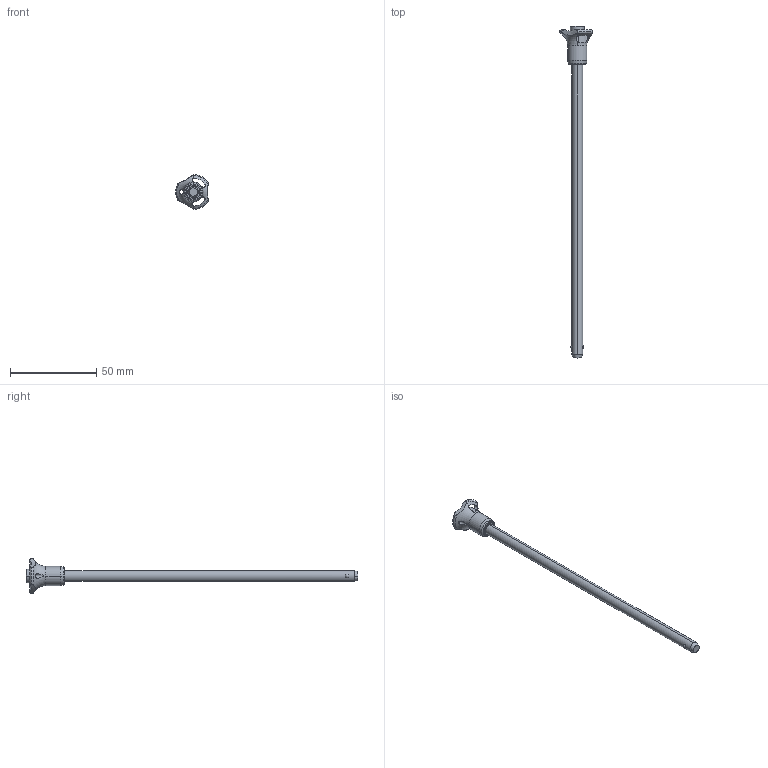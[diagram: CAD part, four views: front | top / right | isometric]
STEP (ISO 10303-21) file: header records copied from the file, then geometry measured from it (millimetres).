
FILE_DESCRIPTION(('STEP AP214'),'1');
FILE_NAME('EH_4210_B64.stp','2017-01-30T14:32:03',('TraceParts'),('TraceParts S.A.'),'Spatial InterOp 3D',' ',' ');
FILE_SCHEMA(('automotive_design'));
Length unit declared in the file: millimetre
Products named in the file (1): 1
Bounding box: 18.87 x 192.53 x 20.32 mm (x, y, z)
Volume: 7701.5 mm3; surface area: 4782 mm2
Topology: 1 solids, 1 shells, 53 faces, 152 edges, 101 vertices
Faces by surface type: cylinder 25, torus 16, cone 6, plane 4, sphere 2
Entity records: 3922 total; most frequent: CARTESIAN_POINT 2147, ORIENTED_EDGE 304, DIRECTION 256, EDGE_CURVE 152, AXIS2_PLACEMENT_3D 114, VERTEX_POINT 101, B_SPLINE_CURVE_WITH_KNOTS 64, CIRCLE 60
